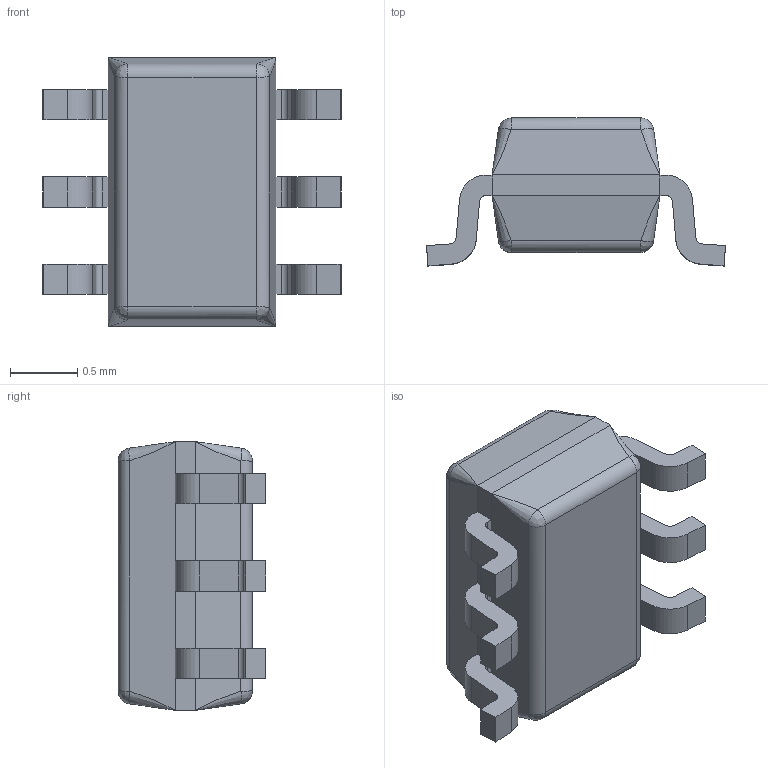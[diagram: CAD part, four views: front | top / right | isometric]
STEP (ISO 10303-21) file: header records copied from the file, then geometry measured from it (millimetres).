
FILE_DESCRIPTION (( 'STEP AP214' ), '1' );
FILE_NAME ('BAT54CDW-7-F.STEP', '2023-03-15T03:10:34', ( '' ), ( '' ), 'SwSTEP 2.0', 'SolidWorks 2021', '' );
FILE_SCHEMA (( 'AUTOMOTIVE_DESIGN' ));
Length unit declared in the file: millimetre
Products named in the file (1): BAT54CDW-7-F
Bounding box: 2.23 x 1.1 x 2 mm (x, y, z)
Volume: 2.5 mm3; surface area: 14.5 mm2
Topology: 8 solids, 8 shells, 129 faces, 312 edges, 184 vertices
Faces by surface type: plane 77, cylinder 36, bspline 16
Entity records: 4599 total; most frequent: CARTESIAN_POINT 1690, ORIENTED_EDGE 592, DIRECTION 540, EDGE_CURVE 296, LINE 200, VECTOR 200, VERTEX_POINT 184, AXIS2_PLACEMENT_3D 170
